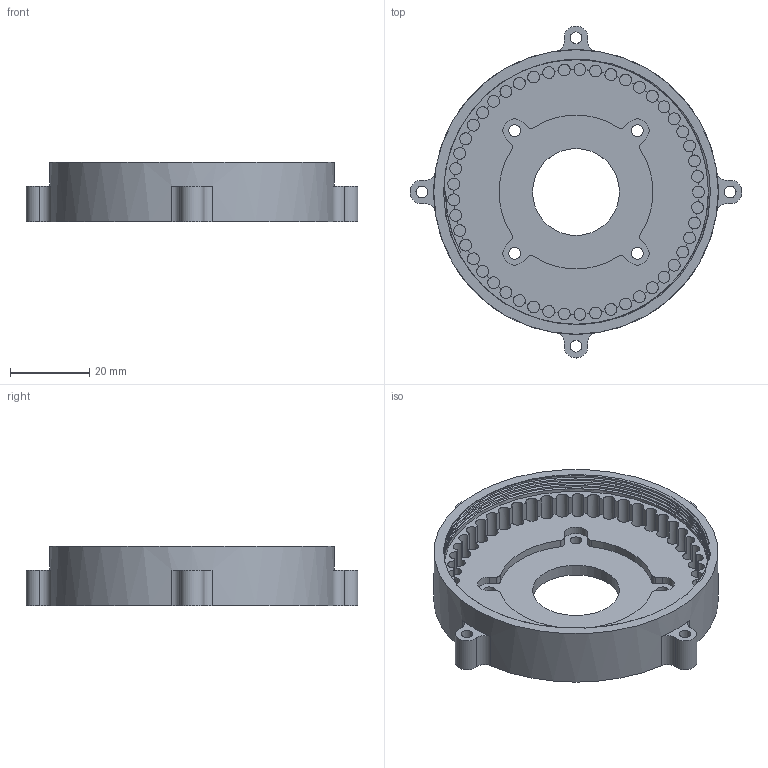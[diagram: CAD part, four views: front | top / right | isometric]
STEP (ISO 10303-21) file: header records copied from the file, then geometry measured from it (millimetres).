
FILE_DESCRIPTION(/* description */ (''),/* implementation_level */ '2;1');
FILE_NAME(/* name */ 'Cycloidal Drive Casing.step',/* time_stamp */ '2022-03-05T07:06:37+08:00',/* author */ (''),/* organization */ (''),/* preprocessor_version */ 'ST-DEVELOPER v18.1',/* originating_system */ 'Autodesk Translation Framework v10.10.0.1391',/* authorisation */ '');
FILE_SCHEMA (('AUTOMOTIVE_DESIGN { 1 0 10303 214 3 1 1 }'));
Length unit declared in the file: millimetre
Products named in the file (1): shoulder 48 cycloidal casing
Bounding box: 84 x 84 x 15 mm (x, y, z)
Volume: 23420.1 mm3; surface area: 16572.8 mm2
Topology: 1 solids, 1 shells, 213 faces, 621 edges, 414 vertices
Faces by surface type: cylinder 142, plane 68, bspline 3
Full cylindrical faces by diameter (mm): 3 x57, 22 x1, 67 x4, 72 x1
Entity records: 8455 total; most frequent: CARTESIAN_POINT 2400, DIRECTION 1408, ORIENTED_EDGE 1242, EDGE_CURVE 621, AXIS2_PLACEMENT_3D 592, VERTEX_POINT 414, CIRCLE 381, EDGE_LOOP 235
